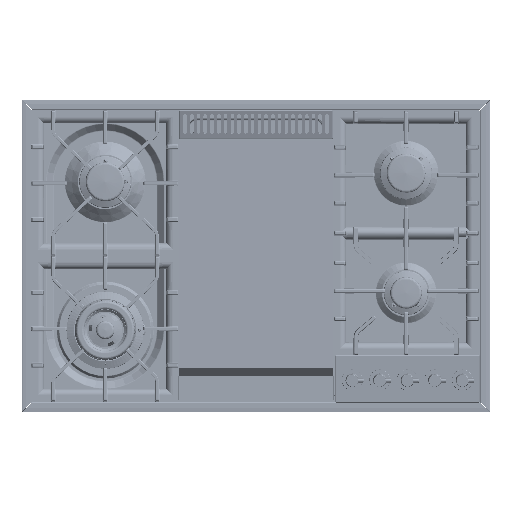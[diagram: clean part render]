
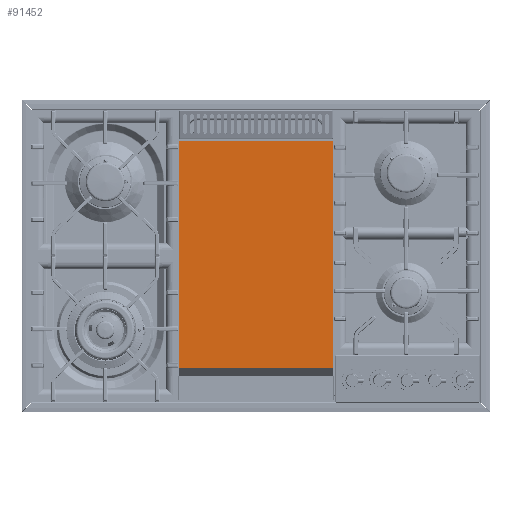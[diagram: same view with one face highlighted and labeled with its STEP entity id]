
A CAD part, top view. The second image highlights one B-rep face of the part: STEP entity #91452.
In plain terms, the highlighted face is planar.
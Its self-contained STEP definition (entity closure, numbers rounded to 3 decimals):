
#23553=ORIENTED_EDGE('',*,*,#42366,.T.);
#23554=ORIENTED_EDGE('',*,*,#42325,.F.);
#23555=ORIENTED_EDGE('',*,*,#42367,.F.);
#23556=ORIENTED_EDGE('',*,*,#42364,.T.);
#42325=EDGE_CURVE('',#53005,#53002,#60300,.T.);
#42364=EDGE_CURVE('',#53035,#53034,#60335,.T.);
#42366=EDGE_CURVE('',#53034,#53002,#60337,.T.);
#42367=EDGE_CURVE('',#53035,#53005,#60338,.T.);
#53002=VERTEX_POINT('',#165237);
#53005=VERTEX_POINT('',#165242);
#53034=VERTEX_POINT('',#165320);
#53035=VERTEX_POINT('',#165322);
#60300=LINE('',#165243,#67252);
#60335=LINE('',#165321,#67287);
#60337=LINE('',#165325,#67289);
#60338=LINE('',#165326,#67290);
#67252=VECTOR('',#125766,1000.);
#67287=VECTOR('',#125829,1000.);
#67289=VECTOR('',#125833,1000.);
#67290=VECTOR('',#125834,1000.);
#75289=EDGE_LOOP('',(#23553,#23554,#23555,#23556));
#82832=FACE_BOUND('',#75289,.T.);
#87135=PLANE('',#106713);
#91452=ADVANCED_FACE('',(#82832),#87135,.F.);
#106713=AXIS2_PLACEMENT_3D('',#165324,#125831,#125832);
#125766=DIRECTION('',(-1.,0.,0.));
#125829=DIRECTION('',(-1.,0.,0.));
#125831=DIRECTION('',(0.,-0.011,-1.));
#125832=DIRECTION('',(0.,1.,-0.011));
#125833=DIRECTION('',(0.,-1.,0.011));
#125834=DIRECTION('',(0.,-1.,0.011));
#165237=CARTESIAN_POINT('',(-147.5,-249.,9.25));
#165242=CARTESIAN_POINT('',(147.5,-249.,9.25));
#165243=CARTESIAN_POINT('',(147.5,-249.,9.25));
#165320=CARTESIAN_POINT('',(-147.5,188.175,4.276));
#165321=CARTESIAN_POINT('',(147.5,188.175,4.276));
#165322=CARTESIAN_POINT('',(147.5,188.175,4.276));
#165324=CARTESIAN_POINT('',(147.5,-249.,9.25));
#165325=CARTESIAN_POINT('',(-147.5,-249.,9.25));
#165326=CARTESIAN_POINT('',(147.5,-249.,9.25));
